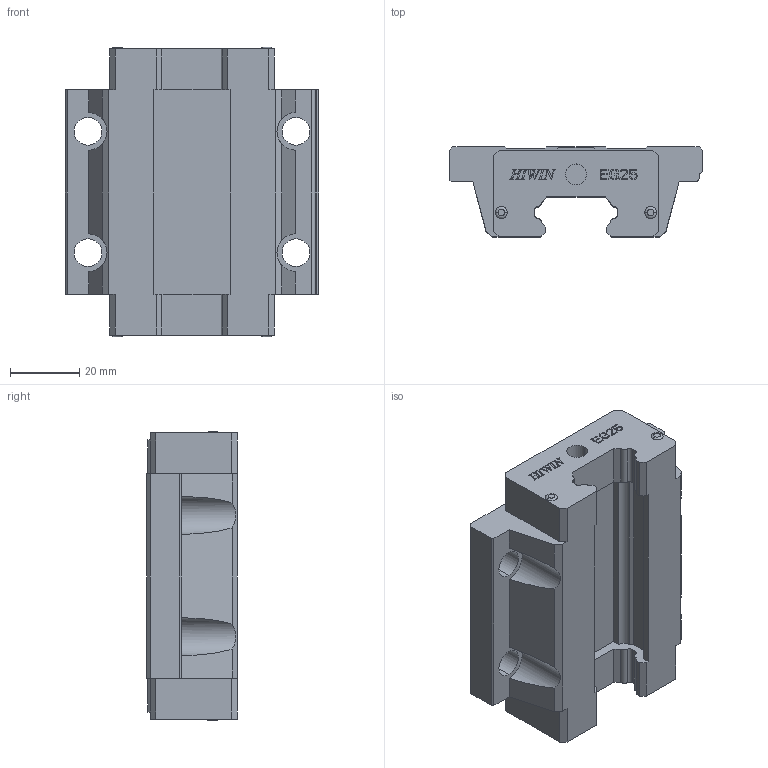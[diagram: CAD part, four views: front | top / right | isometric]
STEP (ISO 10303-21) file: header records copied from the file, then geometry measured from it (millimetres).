
FILE_DESCRIPTION (( 'STEP AP203' ), '1' );
FILE_NAME ('EGW25CC.STEP', '2007-01-12T08:32:41', ( 'HIWIN GmbH' ), ( '77654 Offenburg' ), 'SwSTEP 2.0', 'SolidWorks 2006104', '' );
FILE_SCHEMA (( 'CONFIG_CONTROL_DESIGN' ));
Length unit declared in the file: millimetre
Products named in the file (1): EGW25CC
Bounding box: 73 x 26 x 83.4 mm (x, y, z)
Volume: 91470.3 mm3; surface area: 21461.3 mm2
Topology: 1 solids, 5 shells, 425 faces, 1200 edges, 800 vertices
Faces by surface type: plane 307, bspline 60, cylinder 50, torus 8
Entity records: 14886 total; most frequent: CARTESIAN_POINT 4109, ORIENTED_EDGE 2400, DIRECTION 1920, EDGE_CURVE 1200, VECTOR 948, LINE 948, VERTEX_POINT 800, AXIS2_PLACEMENT_3D 486
